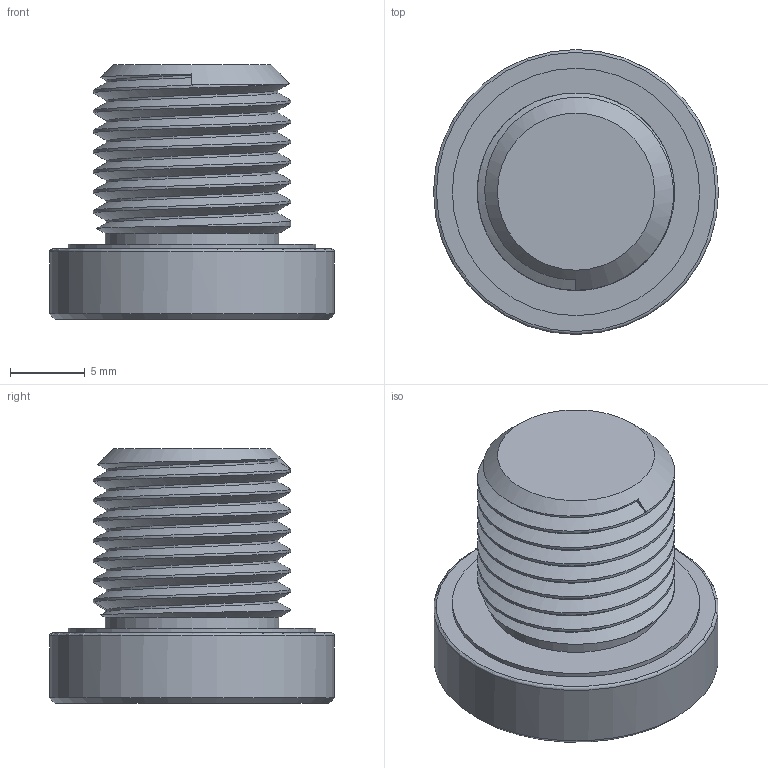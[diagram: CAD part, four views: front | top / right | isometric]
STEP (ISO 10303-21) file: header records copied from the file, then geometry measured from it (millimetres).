
FILE_DESCRIPTION(/* description */ (''),/* implementation_level */ '2;1');
FILE_NAME(/* name */ '1-4-bspp-port-plug-grainger-39a352.step',/* time_stamp */ '2025-11-23T13:22:57-06:00',/* author */ (''),/* organization */ (''),/* preprocessor_version */ 'ST-DEVELOPER v20.1',/* originating_system */ 'Autodesk Translation Framework v14.17.0.0',/* authorisation */ '');
FILE_SCHEMA (('AUTOMOTIVE_DESIGN { 1 0 10303 214 3 1 1 }'));
Length unit declared in the file: millimetre
Products named in the file (1): 001_CDS_ASM
Bounding box: 19 x 19 x 17 mm (x, y, z)
Volume: 2715.5 mm3; surface area: 1704.5 mm2
Topology: 1 solids, 2 shells, 37 faces, 89 edges, 58 vertices
Faces by surface type: cylinder 13, bspline 8, plane 7, cone 5, torus 4
Full cylindrical faces by diameter (mm): 5 x1, 6 x1, 11.6 x1, 13.16 x6, 16.5 x1, 19 x1
Entity records: 6363 total; most frequent: CARTESIAN_POINT 5523, ORIENTED_EDGE 176, DIRECTION 145, EDGE_CURVE 88, AXIS2_PLACEMENT_3D 60, VERTEX_POINT 58, EDGE_LOOP 40, FACE_OUTER_BOUND 37
